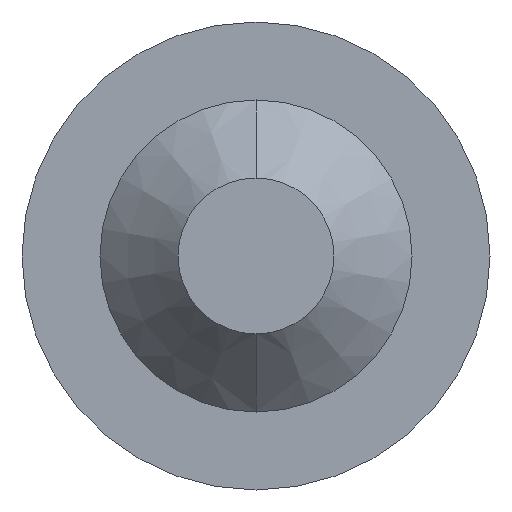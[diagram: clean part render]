
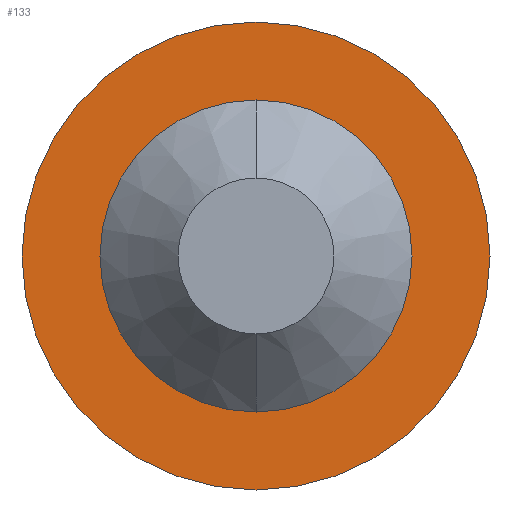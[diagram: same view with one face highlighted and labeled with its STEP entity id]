
A CAD part, front view. The second image highlights one B-rep face of the part: STEP entity #133.
In plain terms, the highlighted planar face has unit normal (0, -1, 0).
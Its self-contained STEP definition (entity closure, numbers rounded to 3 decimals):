
#15 = EDGE_CURVE ( 'Defeature ausgef�hrt1_5+Defeature ausgef�hrt1_3+Defeature ausgef�hrt1_3+Defeature ausgef�hrt1_3', #173, #341, #26, .T. ) ;
#23 = CARTESIAN_POINT ( 'NONE',  ( 0., 0., 0. ) ) ;
#26 = CIRCLE ( 'NONE', #48, 1.5 ) ;
#34 = AXIS2_PLACEMENT_3D ( 'NONE', #78, #259, #50 ) ;
#36 = AXIS2_PLACEMENT_3D ( 'NONE', #174, #472, #103 ) ;
#37 = DIRECTION ( 'NONE',  ( 0., 0., -1. ) ) ;
#48 = AXIS2_PLACEMENT_3D ( 'NONE', #85, #443, #37 ) ;
#50 = DIRECTION ( 'NONE',  ( 0., 0., 1. ) ) ;
#55 = DIRECTION ( 'NONE',  ( 0., -1., 0. ) ) ;
#57 = EDGE_LOOP ( 'NONE', ( #511, #274 ) ) ;
#78 = CARTESIAN_POINT ( 'NONE',  ( 0., 0., 0. ) ) ;
#85 = CARTESIAN_POINT ( 'NONE',  ( 0., 0., 0. ) ) ;
#103 = DIRECTION ( 'NONE',  ( 0., 0., 1. ) ) ;
#110 = EDGE_CURVE ( 'Defeature ausgef�hrt1_5+Defeature ausgef�hrt1_0+Defeature ausgef�hrt1_0+Defeature ausgef�hrt1_0', #474, #503, #334, .T. ) ;
#113 = DIRECTION ( 'NONE',  ( 0., -1., 0. ) ) ;
#124 = CARTESIAN_POINT ( 'NONE',  ( 0., 0., -1. ) ) ;
#133 = ADVANCED_FACE ( 'Defeature ausgef�hrt1_5', ( #514, #415 ), #176, .T. ) ;
#173 = VERTEX_POINT ( 'NONE', #224 ) ;
#174 = CARTESIAN_POINT ( 'NONE',  ( 0., 0., 0. ) ) ;
#175 = EDGE_LOOP ( 'NONE', ( #422, #178 ) ) ;
#176 = PLANE ( 'NONE',  #347 ) ;
#178 = ORIENTED_EDGE ( 'NONE', *, *, #447, .T. ) ;
#191 = DIRECTION ( 'NONE',  ( 0., 0., -1. ) ) ;
#224 = CARTESIAN_POINT ( 'NONE',  ( 0., 0., -1.5 ) ) ;
#225 = EDGE_CURVE ( 'Defeature ausgef�hrt1_5+Defeature ausgef�hrt1_0+Defeature ausgef�hrt1_0+Defeature ausgef�hrt1_0', #503, #474, #403, .T. ) ;
#259 = DIRECTION ( 'NONE',  ( 0., 1., 0. ) ) ;
#274 = ORIENTED_EDGE ( 'NONE', *, *, #110, .T. ) ;
#307 = CARTESIAN_POINT ( 'NONE',  ( 0., 0., 0. ) ) ;
#318 = CARTESIAN_POINT ( 'NONE',  ( 0., 0., 1.5 ) ) ;
#334 = CIRCLE ( 'NONE', #34, 1. ) ;
#341 = VERTEX_POINT ( 'NONE', #318 ) ;
#347 = AXIS2_PLACEMENT_3D ( 'NONE', #307, #55, #462 ) ;
#403 = CIRCLE ( 'NONE', #36, 1. ) ;
#406 = CARTESIAN_POINT ( 'NONE',  ( 0., 0., 1. ) ) ;
#415 = FACE_OUTER_BOUND ( 'NONE', #175, .T. ) ;
#422 = ORIENTED_EDGE ( 'NONE', *, *, #15, .T. ) ;
#443 = DIRECTION ( 'NONE',  ( 0., -1., 0. ) ) ;
#447 = EDGE_CURVE ( 'Defeature ausgef�hrt1_5+Defeature ausgef�hrt1_3+Defeature ausgef�hrt1_3+Defeature ausgef�hrt1_3', #341, #173, #459, .T. ) ;
#459 = CIRCLE ( 'NONE', #502, 1.5 ) ;
#462 = DIRECTION ( 'NONE',  ( 0., 0., -1. ) ) ;
#472 = DIRECTION ( 'NONE',  ( 0., 1., 0. ) ) ;
#474 = VERTEX_POINT ( 'NONE', #124 ) ;
#502 = AXIS2_PLACEMENT_3D ( 'NONE', #23, #113, #191 ) ;
#503 = VERTEX_POINT ( 'NONE', #406 ) ;
#511 = ORIENTED_EDGE ( 'NONE', *, *, #225, .T. ) ;
#514 = FACE_BOUND ( 'NONE', #57, .T. ) ;
